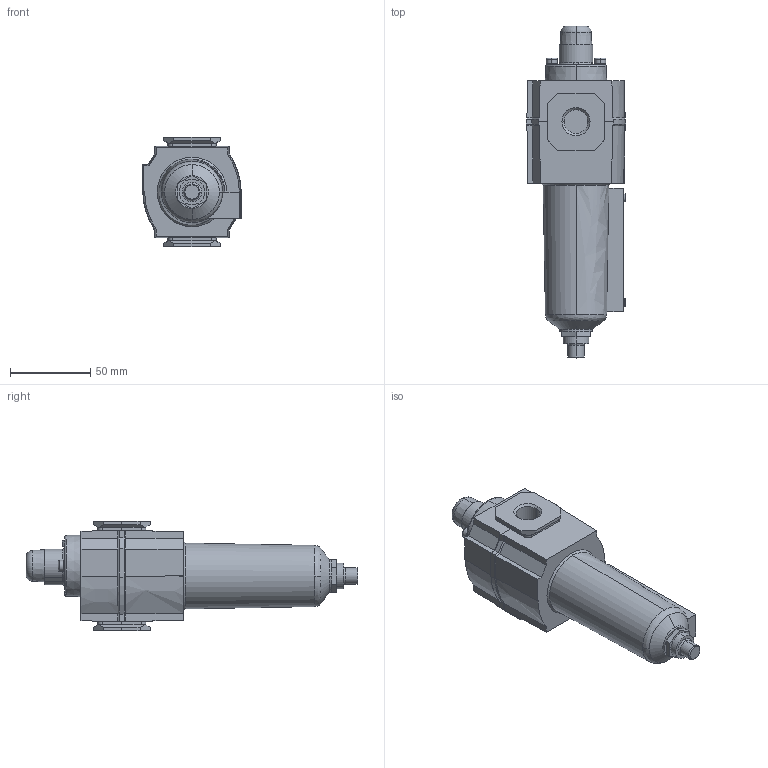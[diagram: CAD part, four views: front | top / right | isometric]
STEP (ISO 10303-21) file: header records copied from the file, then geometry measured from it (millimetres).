
FILE_DESCRIPTION (( 'STEP AP214' ), '1' );
FILE_NAME ('Norgren-F73C-3AD-AD0.step', '2019-03-02T22:58:59', ( '' ), ( '' ), 'SwSTEP 2.0', 'SolidWorks 2019', '' );
FILE_SCHEMA (( 'AUTOMOTIVE_DESIGN' ));
Length unit declared in the file: millimetre
Products named in the file (7): Norgren-F73C-3AD-AD0_F73GC_ss_75; Norgren-F73C-3AD-AD0_F73GC_73d_A; Norgren-F73C-3AD-AD0_F73GC_5797-50; Norgren-F73C-3AD-AD0_F73GC_ss_59; Norgren-F73C-3AD-AD0; Norgren-F73C-3AD-AD0_F73GC_ss_24_A; Norgren-F73C-3AD-AD0_F73GC_73g-3_D
Assembly tree (6 placements, depth 3):
  Norgren-F73C-3AD-AD0
    Norgren-F73C-3AD-AD0_F73GC_73g-3_D
      Norgren-F73C-3AD-AD0_F73GC_5797-50
      Norgren-F73C-3AD-AD0_F73GC_ss_59
    Norgren-F73C-3AD-AD0_F73GC_73d_A
      Norgren-F73C-3AD-AD0_F73GC_ss_24_A
      Norgren-F73C-3AD-AD0_F73GC_ss_75
Bounding box: 62.3 x 207.09 x 68 mm (x, y, z)
Volume: 347294.7 mm3; surface area: 47710.4 mm2
Topology: 5 solids, 5 shells, 277 faces, 664 edges, 413 vertices
Faces by surface type: plane 182, cylinder 48, bspline 24, torus 13, cone 10
Entity records: 10865 total; most frequent: CARTESIAN_POINT 2138, ORIENTED_EDGE 1328, DIRECTION 1313, EDGE_CURVE 664, LINE 469, VECTOR 469, AXIS2_PLACEMENT_3D 422, VERTEX_POINT 413
